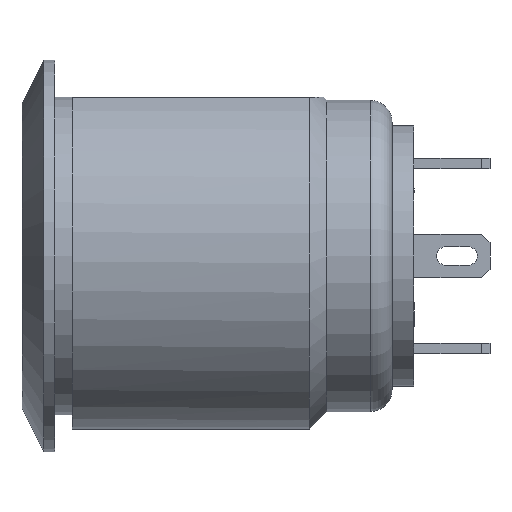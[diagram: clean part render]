
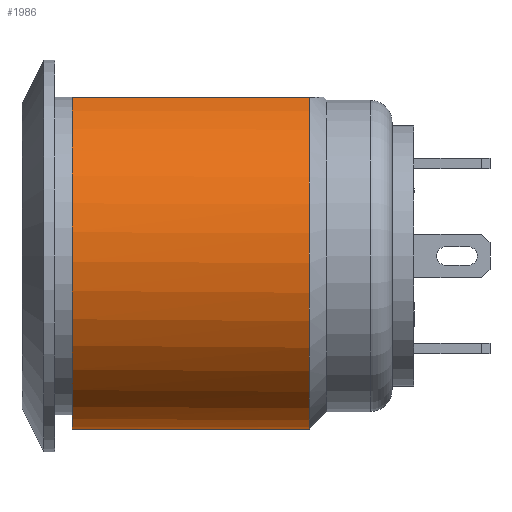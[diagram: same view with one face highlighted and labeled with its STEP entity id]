
A CAD part, front view. The second image highlights one B-rep face of the part: STEP entity #1986.
In plain terms, the highlighted cylindrical face has radius 7.95 mm (diameter 15.9 mm), a partial arc.
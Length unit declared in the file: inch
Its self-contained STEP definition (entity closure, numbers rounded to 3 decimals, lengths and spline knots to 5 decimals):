
#60=CYLINDRICAL_SURFACE('',#2150,0.31299);
#127=CIRCLE('',#2151,0.31299);
#128=CIRCLE('',#2152,0.31299);
#129=CIRCLE('',#2153,0.31299);
#234=FACE_OUTER_BOUND('',#363,.T.);
#363=EDGE_LOOP('',(#1726,#1727,#1728,#1729,#1730));
#571=LINE('',#3585,#779);
#572=LINE('',#3590,#780);
#779=VECTOR('',#2617,0.3937);
#780=VECTOR('',#2618,0.3937);
#958=VERTEX_POINT('',#3580);
#959=VERTEX_POINT('',#3582);
#960=VERTEX_POINT('',#3584);
#961=VERTEX_POINT('',#3586);
#962=VERTEX_POINT('',#3593);
#1220=EDGE_CURVE('',#960,#959,#571,.T.);
#1222=EDGE_CURVE('',#958,#961,#572,.T.);
#1223=EDGE_CURVE('',#959,#958,#127,.T.);
#1224=EDGE_CURVE('',#962,#961,#128,.T.);
#1225=EDGE_CURVE('',#960,#962,#129,.T.);
#1726=ORIENTED_EDGE('',*,*,#1220,.T.);
#1727=ORIENTED_EDGE('',*,*,#1223,.T.);
#1728=ORIENTED_EDGE('',*,*,#1222,.T.);
#1729=ORIENTED_EDGE('',*,*,#1224,.F.);
#1730=ORIENTED_EDGE('',*,*,#1225,.F.);
#1986=ADVANCED_FACE('',(#234),#60,.T.);
#2150=AXIS2_PLACEMENT_3D('',#3591,#2619,#2620);
#2151=AXIS2_PLACEMENT_3D('',#3592,#2621,#2622);
#2152=AXIS2_PLACEMENT_3D('',#3594,#2623,#2624);
#2153=AXIS2_PLACEMENT_3D('',#3595,#2625,#2626);
#2617=DIRECTION('',(-1.,0.,0.));
#2618=DIRECTION('',(1.,0.,0.));
#2619=DIRECTION('center_axis',(1.,0.,0.));
#2620=DIRECTION('ref_axis',(0.,0.,-1.));
#2621=DIRECTION('center_axis',(1.,0.,0.));
#2622=DIRECTION('ref_axis',(0.,-1.,0.));
#2623=DIRECTION('center_axis',(1.,0.,0.));
#2624=DIRECTION('ref_axis',(0.,-1.,0.));
#2625=DIRECTION('center_axis',(1.,0.,0.));
#2626=DIRECTION('ref_axis',(0.,-1.,0.));
#3580=CARTESIAN_POINT('',(0.0315,0.12395,0.2874));
#3582=CARTESIAN_POINT('',(0.0315,-0.12395,0.2874));
#3584=CARTESIAN_POINT('',(0.46063,-0.12395,0.2874));
#3585=CARTESIAN_POINT('',(0.,-0.12395,0.2874));
#3586=CARTESIAN_POINT('',(0.46063,0.12395,0.2874));
#3590=CARTESIAN_POINT('',(0.,0.12395,0.2874));
#3591=CARTESIAN_POINT('Origin',(0.,0.,0.));
#3592=CARTESIAN_POINT('Origin',(0.0315,0.,0.));
#3593=CARTESIAN_POINT('',(0.46063,0.31299,0.));
#3594=CARTESIAN_POINT('Origin',(0.46063,0.,0.));
#3595=CARTESIAN_POINT('Origin',(0.46063,0.,0.));
